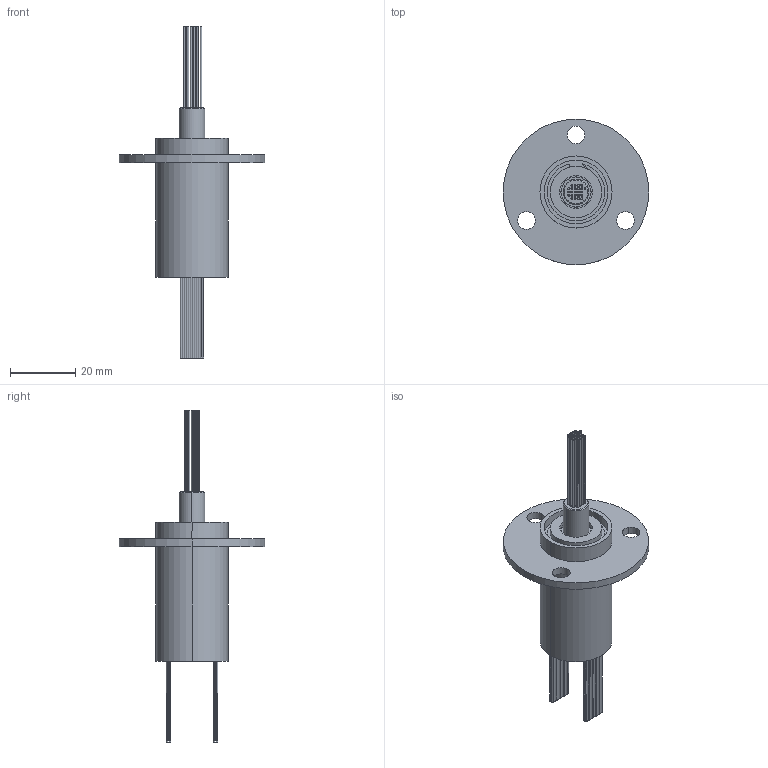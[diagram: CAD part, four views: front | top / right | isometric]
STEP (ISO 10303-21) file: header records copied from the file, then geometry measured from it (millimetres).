
FILE_DESCRIPTION((''),'2;1');
FILE_NAME('CA24X4AL','2011-10-21T',('MEGAUTO'),('MEGAUTO'),'PRO/ENGINEER BY PARAMETRIC TECHNOLOGY CORPORATION, 2007170','PRO/ENGINEER BY PARAMETRIC TECHNOLOGY CORPORATION, 2007170','');
FILE_SCHEMA(('CONFIG_CONTROL_DESIGN'));
Length unit declared in the file: millimetre
Products named in the file (1): CA24X4AL
Bounding box: 44.5 x 44.5 x 101.4 mm (x, y, z)
Volume: 19118.4 mm3; surface area: 10177.8 mm2
Topology: 41 solids, 41 shells, 352 faces, 711 edges, 468 vertices
Faces by surface type: cylinder 184, plane 150, sphere 16, cone 2
Entity records: 9289 total; most frequent: DIRECTION 1847, CARTESIAN_POINT 1515, ORIENTED_EDGE 1390, AXIS2_PLACEMENT_3D 800, EDGE_CURVE 695, VERTEX_POINT 468, CIRCLE 448, EDGE_LOOP 401
